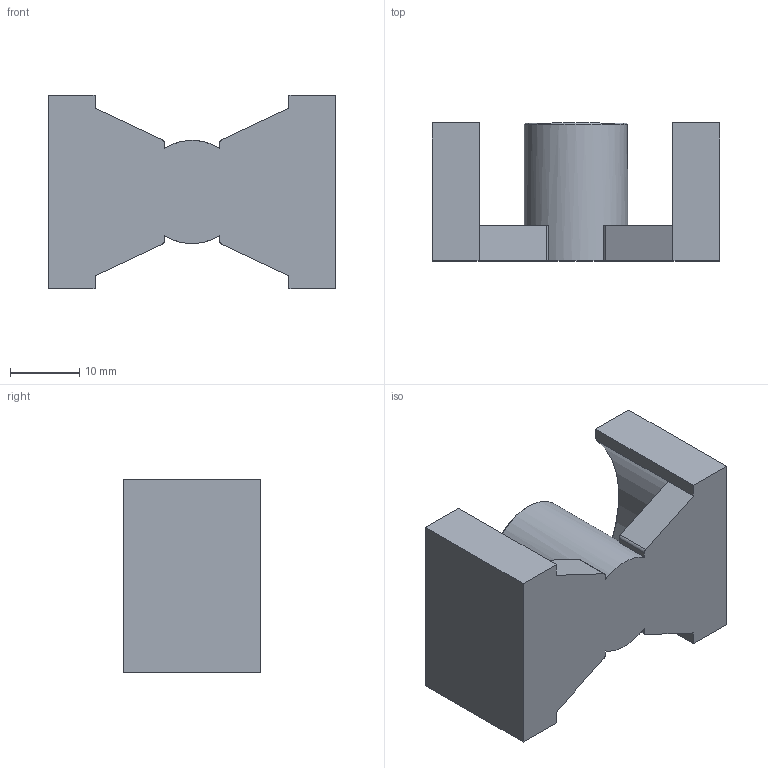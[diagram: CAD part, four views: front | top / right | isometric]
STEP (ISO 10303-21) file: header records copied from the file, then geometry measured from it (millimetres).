
FILE_DESCRIPTION (( 'STEP AP214' ), '1' );
FILE_NAME ('PQ 40x40.step', '2018-04-25T18:08:46', ( '' ), ( '' ), 'SwSTEP 2.0', 'SolidWorks 2017', '' );
FILE_SCHEMA (( 'AUTOMOTIVE_DESIGN' ));
Length unit declared in the file: millimetre
Products named in the file (1): PQ 40x40
Bounding box: 41.5 x 19.9 x 28 mm (x, y, z)
Volume: 10482.3 mm3; surface area: 5357.1 mm2
Topology: 1 solids, 1 shells, 34 faces, 91 edges, 59 vertices
Faces by surface type: plane 24, cylinder 7, cone 3
Full cylindrical faces by diameter (mm): 14.9 x1
Entity records: 1074 total; most frequent: CARTESIAN_POINT 193, ORIENTED_EDGE 176, DIRECTION 174, EDGE_CURVE 88, VECTOR 64, LINE 64, VERTEX_POINT 58, AXIS2_PLACEMENT_3D 55
